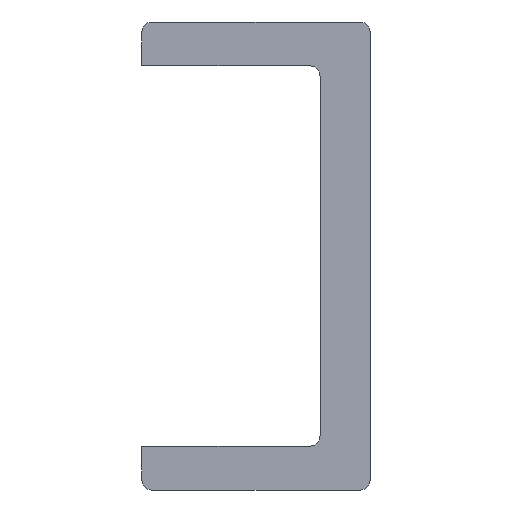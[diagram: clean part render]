
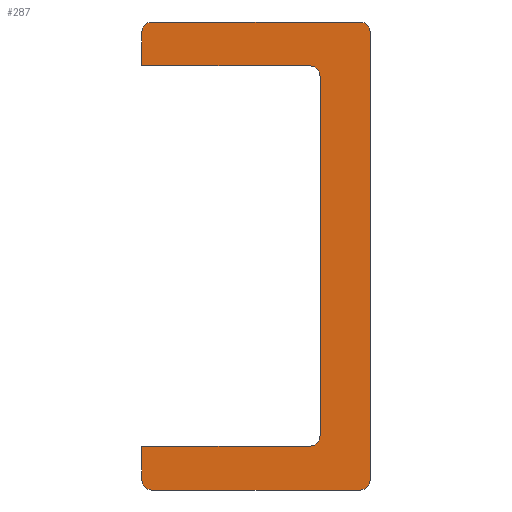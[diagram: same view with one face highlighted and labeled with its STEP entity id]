
A CAD part, front view. The second image highlights one B-rep face of the part: STEP entity #287.
In plain terms, the highlighted planar face has unit normal (0, -1, 0).
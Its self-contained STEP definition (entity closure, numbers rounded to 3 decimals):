
#287 = ADVANCED_FACE( '', ( #739 ), #740, .F. );
#739 = FACE_OUTER_BOUND( '', #1368, .T. );
#740 = PLANE( '', #1369 );
#1368 = EDGE_LOOP( '', ( #2149, #2150, #2151, #2152, #2153, #2154, #2155, #2156, #2157, #2158, #2159, #2160, #2161, #2162 ) );
#1369 = AXIS2_PLACEMENT_3D( '', #2163, #2164, #2165 );
#2149 = ORIENTED_EDGE( '', *, *, #2884, .F. );
#2150 = ORIENTED_EDGE( '', *, *, #2885, .T. );
#2151 = ORIENTED_EDGE( '', *, *, #2886, .F. );
#2152 = ORIENTED_EDGE( '', *, *, #2887, .T. );
#2153 = ORIENTED_EDGE( '', *, *, #2741, .F. );
#2154 = ORIENTED_EDGE( '', *, *, #2827, .F. );
#2155 = ORIENTED_EDGE( '', *, *, #2781, .F. );
#2156 = ORIENTED_EDGE( '', *, *, #2721, .F. );
#2157 = ORIENTED_EDGE( '', *, *, #2858, .F. );
#2158 = ORIENTED_EDGE( '', *, *, #2823, .F. );
#2159 = ORIENTED_EDGE( '', *, *, #2888, .F. );
#2160 = ORIENTED_EDGE( '', *, *, #2889, .T. );
#2161 = ORIENTED_EDGE( '', *, *, #2890, .F. );
#2162 = ORIENTED_EDGE( '', *, *, #2799, .T. );
#2163 = CARTESIAN_POINT( '', ( -10.5, 0., 21.5 ) );
#2164 = DIRECTION( '', ( 0., 1., 0. ) );
#2165 = DIRECTION( '', ( 0., 0., 1. ) );
#2721 = EDGE_CURVE( '', #3108, #3109, #3110, .T. );
#2741 = EDGE_CURVE( '', #3141, #3142, #3143, .T. );
#2781 = EDGE_CURVE( '', #3109, #3209, #3210, .T. );
#2799 = EDGE_CURVE( '', #3238, #3236, #3239, .F. );
#2823 = EDGE_CURVE( '', #3275, #3276, #3277, .T. );
#2827 = EDGE_CURVE( '', #3209, #3141, #3281, .T. );
#2858 = EDGE_CURVE( '', #3276, #3108, #3328, .T. );
#2884 = EDGE_CURVE( '', #3366, #3236, #3367, .T. );
#2885 = EDGE_CURVE( '', #3366, #3368, #3369, .F. );
#2886 = EDGE_CURVE( '', #3370, #3368, #3371, .T. );
#2887 = EDGE_CURVE( '', #3370, #3142, #3372, .F. );
#2888 = EDGE_CURVE( '', #3373, #3275, #3374, .T. );
#2889 = EDGE_CURVE( '', #3373, #3375, #3376, .F. );
#2890 = EDGE_CURVE( '', #3238, #3375, #3377, .T. );
#3108 = VERTEX_POINT( '', #3645 );
#3109 = VERTEX_POINT( '', #3646 );
#3110 = LINE( '', #3647, #3648 );
#3141 = VERTEX_POINT( '', #3682 );
#3142 = VERTEX_POINT( '', #3683 );
#3143 = LINE( '', #3684, #3685 );
#3209 = VERTEX_POINT( '', #3760 );
#3210 = CIRCLE( '', #3761, 1. );
#3236 = VERTEX_POINT( '', #3788 );
#3238 = VERTEX_POINT( '', #3791 );
#3239 = CIRCLE( '', #3792, 0.9 );
#3275 = VERTEX_POINT( '', #3829 );
#3276 = VERTEX_POINT( '', #3830 );
#3277 = LINE( '', #3831, #3832 );
#3281 = LINE( '', #3838, #3839 );
#3328 = CIRCLE( '', #3886, 1. );
#3366 = VERTEX_POINT( '', #3924 );
#3367 = LINE( '', #3925, #3926 );
#3368 = VERTEX_POINT( '', #3927 );
#3369 = CIRCLE( '', #3928, 0.9 );
#3370 = VERTEX_POINT( '', #3929 );
#3371 = LINE( '', #3930, #3931 );
#3372 = CIRCLE( '', #3932, 0.9 );
#3373 = VERTEX_POINT( '', #3933 );
#3374 = LINE( '', #3934, #3935 );
#3375 = VERTEX_POINT( '', #3936 );
#3376 = CIRCLE( '', #3937, 0.9 );
#3377 = LINE( '', #3938, #3939 );
#3645 = CARTESIAN_POINT( '', ( 5.9, 0., -16.5 ) );
#3646 = CARTESIAN_POINT( '', ( 5.9, 0., 16.5 ) );
#3647 = CARTESIAN_POINT( '', ( 5.9, 0., 16.5 ) );
#3648 = VECTOR( '', #4252, 1000. );
#3682 = CARTESIAN_POINT( '', ( -10.5, 0., 17.5 ) );
#3683 = CARTESIAN_POINT( '', ( -10.5, 0., 20.6 ) );
#3684 = CARTESIAN_POINT( '', ( -10.5, 0., -21.5 ) );
#3685 = VECTOR( '', #4283, 1000. );
#3760 = CARTESIAN_POINT( '', ( 4.9, 0., 17.5 ) );
#3761 = AXIS2_PLACEMENT_3D( '', #4353, #4354, #4355 );
#3788 = CARTESIAN_POINT( '', ( 10.5, 0., -20.6 ) );
#3791 = CARTESIAN_POINT( '', ( 9.6, 0., -21.5 ) );
#3792 = AXIS2_PLACEMENT_3D( '', #4385, #4386, #4387 );
#3829 = CARTESIAN_POINT( '', ( -10.5, 0., -17.5 ) );
#3830 = CARTESIAN_POINT( '', ( 4.9, 0., -17.5 ) );
#3831 = CARTESIAN_POINT( '', ( 4.9, 0., -17.5 ) );
#3832 = VECTOR( '', #4425, 1000. );
#3838 = CARTESIAN_POINT( '', ( 4.9, 0., 17.5 ) );
#3839 = VECTOR( '', #4428, 1000. );
#3886 = AXIS2_PLACEMENT_3D( '', #4477, #4478, #4479 );
#3924 = CARTESIAN_POINT( '', ( 10.5, 0., 20.6 ) );
#3925 = CARTESIAN_POINT( '', ( 10.5, 0., 21.5 ) );
#3926 = VECTOR( '', #4516, 1000. );
#3927 = CARTESIAN_POINT( '', ( 9.6, 0., 21.5 ) );
#3928 = AXIS2_PLACEMENT_3D( '', #4517, #4518, #4519 );
#3929 = CARTESIAN_POINT( '', ( -9.6, 0., 21.5 ) );
#3930 = CARTESIAN_POINT( '', ( -10.5, 0., 21.5 ) );
#3931 = VECTOR( '', #4520, 1000. );
#3932 = AXIS2_PLACEMENT_3D( '', #4521, #4522, #4523 );
#3933 = CARTESIAN_POINT( '', ( -10.5, 0., -20.6 ) );
#3934 = CARTESIAN_POINT( '', ( -10.5, 0., -21.5 ) );
#3935 = VECTOR( '', #4524, 1000. );
#3936 = CARTESIAN_POINT( '', ( -9.6, 0., -21.5 ) );
#3937 = AXIS2_PLACEMENT_3D( '', #4525, #4526, #4527 );
#3938 = CARTESIAN_POINT( '', ( 10.5, 0., -21.5 ) );
#3939 = VECTOR( '', #4528, 1000. );
#4252 = DIRECTION( '', ( 0., 0., 1. ) );
#4283 = DIRECTION( '', ( 0., 0., 1. ) );
#4353 = CARTESIAN_POINT( '', ( 4.9, 0., 16.5 ) );
#4354 = DIRECTION( '', ( 0., -1., 0. ) );
#4355 = DIRECTION( '', ( -1., 0., 0. ) );
#4385 = CARTESIAN_POINT( '', ( 9.6, 0., -20.6 ) );
#4386 = DIRECTION( '', ( 0., 1., 0. ) );
#4387 = DIRECTION( '', ( 0., 0., 1. ) );
#4425 = DIRECTION( '', ( 1., 0., 0. ) );
#4428 = DIRECTION( '', ( -1., 0., 0. ) );
#4477 = CARTESIAN_POINT( '', ( 4.9, 0., -16.5 ) );
#4478 = DIRECTION( '', ( 0., -1., 0. ) );
#4479 = DIRECTION( '', ( -1., 0., 0. ) );
#4516 = DIRECTION( '', ( 0., 0., -1. ) );
#4517 = CARTESIAN_POINT( '', ( 9.6, 0., 20.6 ) );
#4518 = DIRECTION( '', ( 0., 1., 0. ) );
#4519 = DIRECTION( '', ( 0., 0., 1. ) );
#4520 = DIRECTION( '', ( 1., 0., 0. ) );
#4521 = CARTESIAN_POINT( '', ( -9.6, 0., 20.6 ) );
#4522 = DIRECTION( '', ( 0., 1., 0. ) );
#4523 = DIRECTION( '', ( 0., 0., 1. ) );
#4524 = DIRECTION( '', ( 0., 0., 1. ) );
#4525 = CARTESIAN_POINT( '', ( -9.6, 0., -20.6 ) );
#4526 = DIRECTION( '', ( 0., 1., 0. ) );
#4527 = DIRECTION( '', ( 0., 0., 1. ) );
#4528 = DIRECTION( '', ( -1., 0., 0. ) );
